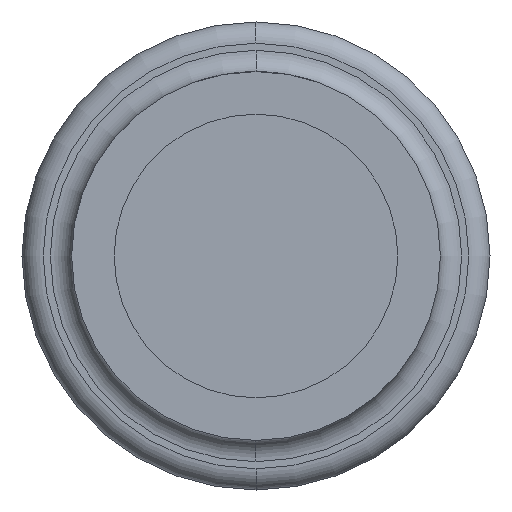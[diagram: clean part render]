
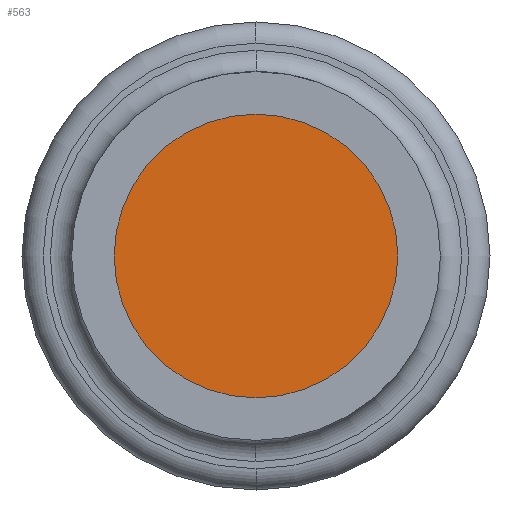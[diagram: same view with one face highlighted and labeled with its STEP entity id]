
A CAD part, front view. The second image highlights one B-rep face of the part: STEP entity #563.
In plain terms, the highlighted planar face has unit normal (0, -1, 0).
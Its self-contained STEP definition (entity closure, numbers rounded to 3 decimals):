
#157=CARTESIAN_POINT('',(0.,-5.8,0.));
#158=DIRECTION('',(0.,-1.,0.));
#159=DIRECTION('',(0.,0.,-1.));
#160=AXIS2_PLACEMENT_3D('',#157,#158,#159);
#162=CARTESIAN_POINT('',(0.,-5.8,0.));
#163=DIRECTION('',(0.,-1.,0.));
#164=DIRECTION('',(0.,0.,1.));
#165=AXIS2_PLACEMENT_3D('',#162,#163,#164);
#341=CARTESIAN_POINT('',(0.,-5.8,-1.));
#342=CARTESIAN_POINT('',(0.,-5.8,1.));
#343=VERTEX_POINT('',#341);
#344=VERTEX_POINT('',#342);
#553=CARTESIAN_POINT('',(0.,-5.8,0.));
#554=DIRECTION('',(0.,-1.,0.));
#555=DIRECTION('',(0.,0.,1.));
#556=AXIS2_PLACEMENT_3D('',#553,#554,#555);
#557=PLANE('',#556);
#558=ORIENTED_EDGE('',*,*,#543,.F.);
#560=ORIENTED_EDGE('',*,*,#559,.F.);
#561=EDGE_LOOP('',(#558,#560));
#562=FACE_OUTER_BOUND('',#561,.F.);
#563=ADVANCED_FACE('',(#562),#557,.T.);
#161=CIRCLE('',#160,1.);
#166=CIRCLE('',#165,1.);
#543=EDGE_CURVE('',#343,#344,#161,.T.);
#559=EDGE_CURVE('',#344,#343,#166,.T.);
